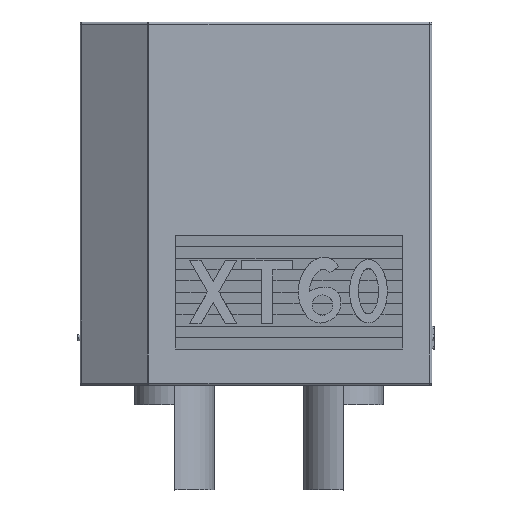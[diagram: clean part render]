
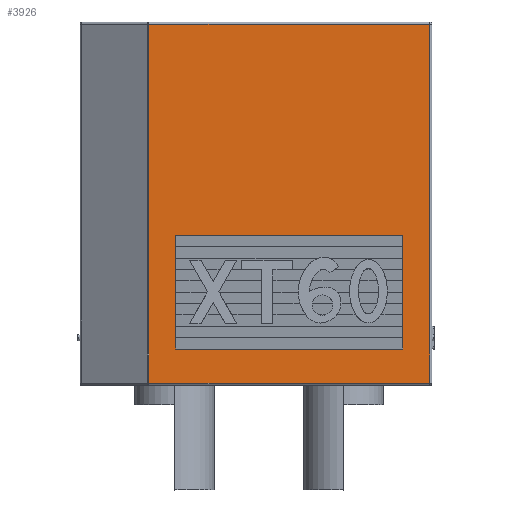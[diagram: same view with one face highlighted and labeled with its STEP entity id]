
A CAD part, top view. The second image highlights one B-rep face of the part: STEP entity #3926.
In plain terms, the highlighted planar face has unit normal (0, 0, 1).
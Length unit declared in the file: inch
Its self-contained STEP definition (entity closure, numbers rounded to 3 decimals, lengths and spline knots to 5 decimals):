
#50 = DIRECTION ( 'NONE',  ( 1., 0., 0. ) ) ;
#111 = VECTOR ( 'NONE', #8763, 39.37008 ) ;
#439 = CARTESIAN_POINT ( 'NONE',  ( -6.22036, 0.1, 3.45 ) ) ;
#507 = ORIENTED_EDGE ( 'NONE', *, *, #8309, .F. ) ;
#535 = DIRECTION ( 'NONE',  ( 1., 0., 0. ) ) ;
#639 = EDGE_LOOP ( 'NONE', ( #6160, #3910, #507, #9928 ) ) ;
#893 = EDGE_CURVE ( 'NONE', #9557, #3721, #4413, .T. ) ;
#1416 = VECTOR ( 'NONE', #13284, 39.37008 ) ;
#1437 = ORIENTED_EDGE ( 'NONE', *, *, #2058, .T. ) ;
#1481 = CARTESIAN_POINT ( 'NONE',  ( 6.15, 0.1, 3.45 ) ) ;
#1583 = CARTESIAN_POINT ( 'NONE',  ( -6.25, 15.9, 3.45 ) ) ;
#1770 = EDGE_CURVE ( 'NONE', #4777, #4235, #5047, .T. ) ;
#1816 = VERTEX_POINT ( 'NONE', #1481 ) ;
#2058 = EDGE_CURVE ( 'NONE', #8299, #1816, #8104, .T. ) ;
#2190 = FACE_BOUND ( 'NONE', #639, .T. ) ;
#2278 = CARTESIAN_POINT ( 'NONE',  ( 4.96482, 6.6, 3.45 ) ) ;
#2843 = EDGE_CURVE ( 'NONE', #7871, #8299, #7367, .T. ) ;
#2898 = LINE ( 'NONE', #7056, #11221 ) ;
#3721 = VERTEX_POINT ( 'NONE', #2278 ) ;
#3899 = EDGE_CURVE ( 'NONE', #7873, #7871, #6784, .T. ) ;
#3910 = ORIENTED_EDGE ( 'NONE', *, *, #1770, .F. ) ;
#3926 = ADVANCED_FACE ( 'NONE', ( #2190, #8457 ), #11661, .F. ) ;
#4043 = CARTESIAN_POINT ( 'NONE',  ( 4.96482, 1.6, 3.45 ) ) ;
#4235 = VERTEX_POINT ( 'NONE', #7901 ) ;
#4314 = ORIENTED_EDGE ( 'NONE', *, *, #2843, .T. ) ;
#4340 = CARTESIAN_POINT ( 'NONE',  ( -5.03518, 6.6, 3.45 ) ) ;
#4349 = DIRECTION ( 'NONE',  ( 0., 1., 0. ) ) ;
#4413 = LINE ( 'NONE', #8563, #8897 ) ;
#4533 = VECTOR ( 'NONE', #5757, 39.37008 ) ;
#4606 = CARTESIAN_POINT ( 'NONE',  ( 4.96482, 6.6, 3.45 ) ) ;
#4636 = LINE ( 'NONE', #8662, #7632 ) ;
#4777 = VERTEX_POINT ( 'NONE', #4340 ) ;
#5047 = LINE ( 'NONE', #9138, #1416 ) ;
#5250 = CARTESIAN_POINT ( 'NONE',  ( -6.25, 0.1, 3.45 ) ) ;
#5444 = LINE ( 'NONE', #4606, #111 ) ;
#5757 = DIRECTION ( 'NONE',  ( -1., 0., 0. ) ) ;
#6160 = ORIENTED_EDGE ( 'NONE', *, *, #12438, .F. ) ;
#6403 = ORIENTED_EDGE ( 'NONE', *, *, #8481, .T. ) ;
#6784 = LINE ( 'NONE', #1583, #4533 ) ;
#6913 = VECTOR ( 'NONE', #10438, 39.37008 ) ;
#7056 = CARTESIAN_POINT ( 'NONE',  ( 6.15, 16., 3.45 ) ) ;
#7302 = VECTOR ( 'NONE', #50, 39.37008 ) ;
#7367 = LINE ( 'NONE', #11390, #6913 ) ;
#7631 = CARTESIAN_POINT ( 'NONE',  ( 6.15, 15.9, 3.45 ) ) ;
#7632 = VECTOR ( 'NONE', #535, 39.37008 ) ;
#7871 = VERTEX_POINT ( 'NONE', #9669 ) ;
#7873 = VERTEX_POINT ( 'NONE', #7631 ) ;
#7901 = CARTESIAN_POINT ( 'NONE',  ( -5.03518, 1.6, 3.45 ) ) ;
#8104 = LINE ( 'NONE', #5250, #7302 ) ;
#8258 = CARTESIAN_POINT ( 'NONE',  ( -6.25, 16., 3.45 ) ) ;
#8299 = VERTEX_POINT ( 'NONE', #439 ) ;
#8309 = EDGE_CURVE ( 'NONE', #3721, #4777, #5444, .T. ) ;
#8457 = FACE_OUTER_BOUND ( 'NONE', #9469, .T. ) ;
#8481 = EDGE_CURVE ( 'NONE', #1816, #7873, #2898, .T. ) ;
#8563 = CARTESIAN_POINT ( 'NONE',  ( 4.96482, 1.6, 3.45 ) ) ;
#8662 = CARTESIAN_POINT ( 'NONE',  ( -5.03518, 1.6, 3.45 ) ) ;
#8763 = DIRECTION ( 'NONE',  ( -1., 0., 0. ) ) ;
#8897 = VECTOR ( 'NONE', #4349, 39.37008 ) ;
#9138 = CARTESIAN_POINT ( 'NONE',  ( -5.03518, 6.6, 3.45 ) ) ;
#9469 = EDGE_LOOP ( 'NONE', ( #1437, #6403, #10667, #4314 ) ) ;
#9557 = VERTEX_POINT ( 'NONE', #4043 ) ;
#9669 = CARTESIAN_POINT ( 'NONE',  ( -6.22036, 15.9, 3.45 ) ) ;
#9928 = ORIENTED_EDGE ( 'NONE', *, *, #893, .F. ) ;
#10438 = DIRECTION ( 'NONE',  ( 0., -1., 0. ) ) ;
#10509 = DIRECTION ( 'NONE',  ( 0., 0., -1. ) ) ;
#10667 = ORIENTED_EDGE ( 'NONE', *, *, #3899, .T. ) ;
#11215 = DIRECTION ( 'NONE',  ( 0., 1., 0. ) ) ;
#11221 = VECTOR ( 'NONE', #11215, 39.37008 ) ;
#11390 = CARTESIAN_POINT ( 'NONE',  ( -6.22036, 16., 3.45 ) ) ;
#11661 = PLANE ( 'NONE',  #12151 ) ;
#12151 = AXIS2_PLACEMENT_3D ( 'NONE', #8258, #10509, #12678 ) ;
#12438 = EDGE_CURVE ( 'NONE', #4235, #9557, #4636, .T. ) ;
#12678 = DIRECTION ( 'NONE',  ( -1., 0., 0. ) ) ;
#13284 = DIRECTION ( 'NONE',  ( 0., -1., 0. ) ) ;
